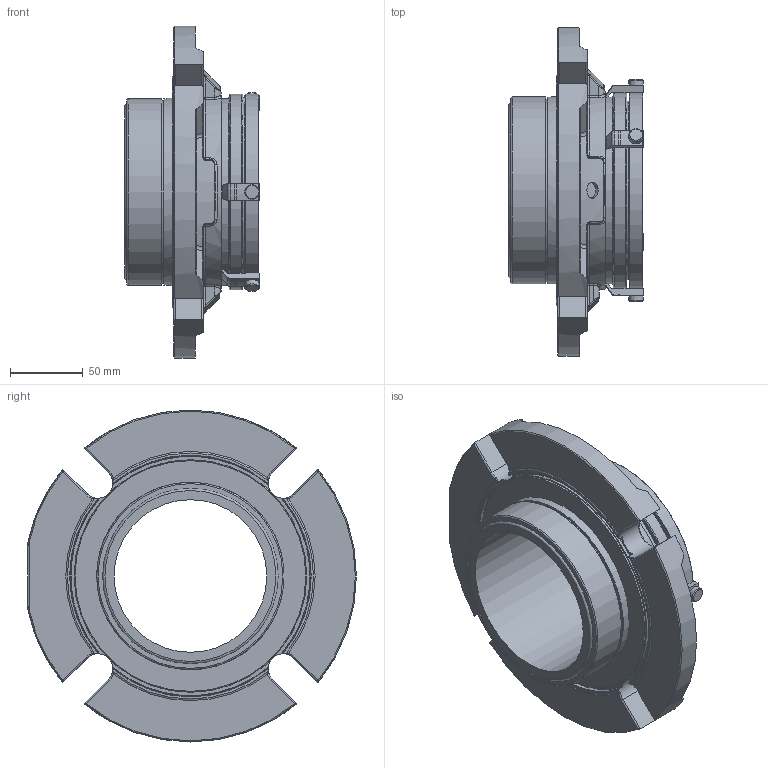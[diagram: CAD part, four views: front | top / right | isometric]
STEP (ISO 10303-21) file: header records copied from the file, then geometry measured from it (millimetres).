
FILE_DESCRIPTION(/* description */ ('Unknown'),/* implementation_level */ '2;1');
FILE_NAME(/* name */ '105mm',/* time_stamp */ '2023-02-07T10:27:04+00:00',/* author */ ('Unknown'),/* organization */ ('Unknown'),/* preprocessor_version */ 'ST-DEVELOPER v16.7',/* originating_system */ 'Solid Edge',/* authorisation */ 'Unknown');
FILE_SCHEMA (('AUTOMOTIVE_DESIGN {1 0 10303 214 3 1 1}'));
Length unit declared in the file: millimetre
Products named in the file (1): 105mm
Bounding box: 92.63 x 226.17 x 228.35 mm (x, y, z)
Volume: 919702.5 mm3; surface area: 151044.6 mm2
Topology: 1 solids, 1 shells, 605 faces, 1567 edges, 991 vertices
Faces by surface type: plane 206, cylinder 166, torus 91, bspline 84, sphere 32, cone 26
Full cylindrical faces by diameter (mm): 3.761 x1, 10 x4, 10.998 x2, 105.004 x1, 120.625 x1, 122.631 x1, 125.603 x1, 128.473 x1, 128.575 x1, 128.905 x1, 134.772 x1, 158.75 x1, 160.02 x1
Entity records: 21278 total; most frequent: CARTESIAN_POINT 7584, ORIENTED_EDGE 3028, DIRECTION 2583, EDGE_CURVE 1514, AXIS2_PLACEMENT_3D 1048, VERTEX_POINT 975, EDGE_LOOP 679, FACE_BOUND 679
